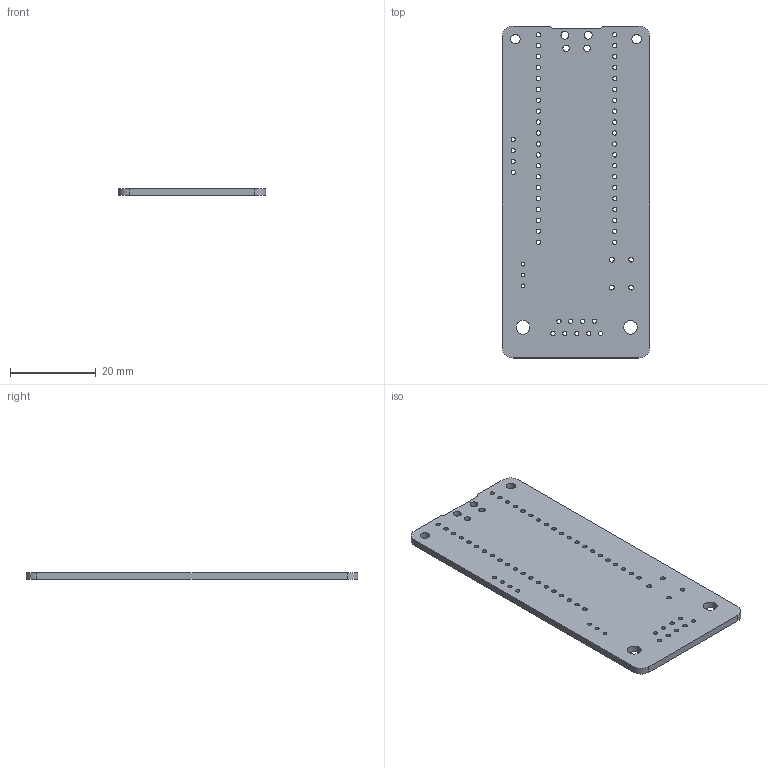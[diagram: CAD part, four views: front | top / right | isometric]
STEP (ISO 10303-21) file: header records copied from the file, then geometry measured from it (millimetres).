
FILE_DESCRIPTION(('KiCad electronic assembly'),'2;1');
FILE_NAME('BKM-10Rp2040 v2.step','2022-03-05T18:04:45',('Pcbnew'),( 'Kicad'),'Open CASCADE STEP processor 7.5','KiCad to STEP converter' ,'Unknown');
FILE_SCHEMA(('AUTOMOTIVE_DESIGN { 1 0 10303 214 1 1 1 1 }'));
Length unit declared in the file: millimetre
Products named in the file (2): BKM-10Rp2040 v2 1; _autosave-BKM-10Rp2040 v2 PCB
Assembly tree (1 placements, depth 2):
  BKM-10Rp2040 v2 1
    _autosave-BKM-10Rp2040 v2 PCB
Bounding box: 34.29 x 77.22 x 1.6 mm (x, y, z)
Volume: 4088.6 mm3; surface area: 5854.8 mm2
Topology: 1 solids, 1 shells, 82 faces, 240 edges, 160 vertices
Faces by surface type: cylinder 72, plane 10
Full cylindrical faces by diameter (mm): 0.9 x3, 1 x13, 1.02 x40, 1.1 x4, 1.5 x2, 1.8 x2, 2.2 x2, 3.2 x2
Entity records: 6679 total; most frequent: CARTESIAN_POINT 1828, DIRECTION 888, ORIENTED_EDGE 480, PCURVE 480, DEFINITIONAL_REPRESENTATION 480, LINE 432, VECTOR 432, EDGE_CURVE 240
